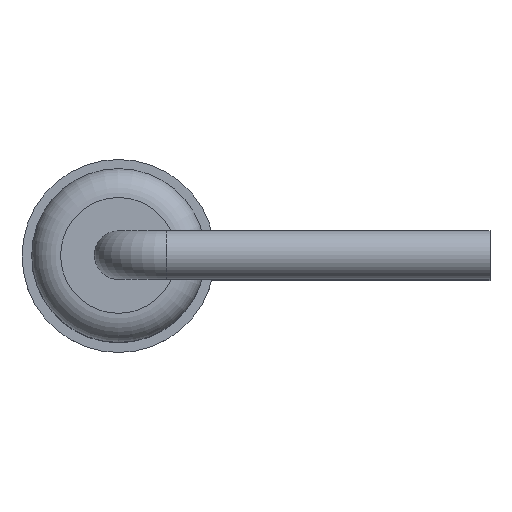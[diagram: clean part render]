
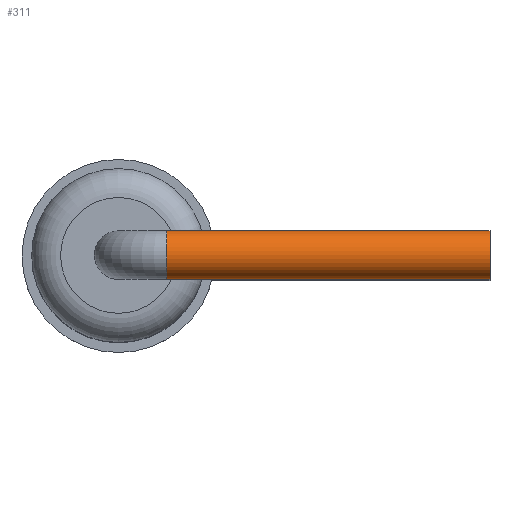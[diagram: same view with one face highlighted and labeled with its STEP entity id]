
A CAD part, top view. The second image highlights one B-rep face of the part: STEP entity #311.
In plain terms, the highlighted cylindrical face has radius 0.25 mm (diameter 0.5 mm), a full revolution.
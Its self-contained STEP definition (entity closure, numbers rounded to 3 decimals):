
#44=FACE_OUTER_BOUND('',#67,.T.);
#67=EDGE_LOOP('',(#201,#202,#203,#204,#205));
#93=LINE('',#602,#101);
#101=VECTOR('',#480,0.25);
#109=CIRCLE('',#417,0.25);
#110=CIRCLE('',#418,0.25);
#111=CIRCLE('',#419,0.25);
#139=VERTEX_POINT('',#599);
#140=VERTEX_POINT('',#601);
#141=VERTEX_POINT('',#603);
#163=EDGE_CURVE('',#139,#139,#109,.T.);
#164=EDGE_CURVE('',#139,#140,#93,.T.);
#165=EDGE_CURVE('',#140,#141,#110,.T.);
#166=EDGE_CURVE('',#141,#140,#111,.T.);
#201=ORIENTED_EDGE('',*,*,#163,.F.);
#202=ORIENTED_EDGE('',*,*,#164,.T.);
#203=ORIENTED_EDGE('',*,*,#165,.T.);
#204=ORIENTED_EDGE('',*,*,#166,.T.);
#205=ORIENTED_EDGE('',*,*,#164,.F.);
#277=CYLINDRICAL_SURFACE('',#416,0.25);
#311=ADVANCED_FACE('',(#44),#277,.T.);
#416=AXIS2_PLACEMENT_3D('',#598,#476,#477);
#417=AXIS2_PLACEMENT_3D('',#600,#478,#479);
#418=AXIS2_PLACEMENT_3D('',#604,#481,#482);
#419=AXIS2_PLACEMENT_3D('',#605,#483,#484);
#476=DIRECTION('center_axis',(1.,0.,0.));
#477=DIRECTION('ref_axis',(0.,1.,0.));
#478=DIRECTION('center_axis',(1.,0.,0.));
#479=DIRECTION('ref_axis',(0.,1.,0.));
#480=DIRECTION('',(-1.,0.,0.));
#481=DIRECTION('center_axis',(1.,0.,0.));
#482=DIRECTION('ref_axis',(0.,1.,0.));
#483=DIRECTION('center_axis',(1.,0.,0.));
#484=DIRECTION('ref_axis',(0.,1.,0.));
#598=CARTESIAN_POINT('Origin',(-0.75,0.,0.));
#599=CARTESIAN_POINT('',(2.6,-0.25,0.));
#600=CARTESIAN_POINT('Origin',(2.6,0.,0.));
#601=CARTESIAN_POINT('',(-0.75,-0.25,0.));
#602=CARTESIAN_POINT('',(-0.75,-0.25,0.));
#603=CARTESIAN_POINT('',(-0.75,0.,-0.25));
#604=CARTESIAN_POINT('Origin',(-0.75,0.,0.));
#605=CARTESIAN_POINT('Origin',(-0.75,0.,0.));
